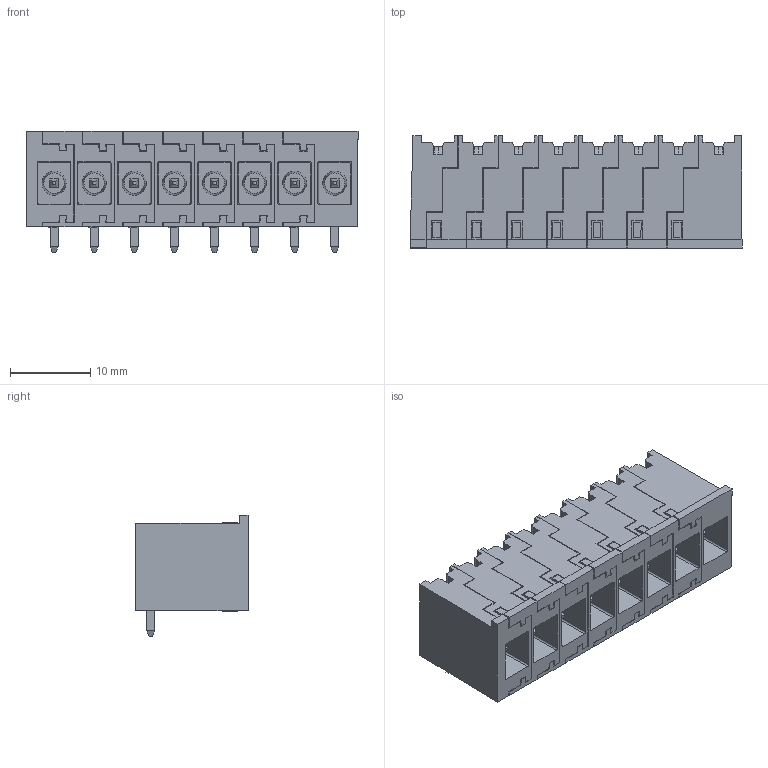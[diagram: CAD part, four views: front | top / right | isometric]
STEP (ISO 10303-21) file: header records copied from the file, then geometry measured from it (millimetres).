
FILE_DESCRIPTION(('CATIA V5R22 STEP214','CAx-IF Rec.Pracs.--- Model Styling and Organization---1.4--- 2014-01-23'),'2;1');
FILE_NAME ('D1463830_1_2741470000_2741470000.stp','2020-08-03T12:31:46+00:00',('none'),('Weidmueller'),'CATIA Version 5-6 Release 2016 SP3 HF44','CATIA V5 STEP AP214','none');
FILE_SCHEMA(('AUTOMOTIVE_DESIGN { 1 0 10303 214 1 1 1 1 }'));
Length unit declared in the file: millimetre
Products named in the file (1): 2741470000
Bounding box: 41.4 x 14.02 x 15.1 mm (x, y, z)
Volume: 4391.6 mm3; surface area: 8481.8 mm2
Topology: 16 solids, 16 shells, 873 faces, 2400 edges, 1574 vertices
Faces by surface type: plane 777, cylinder 48, revolution 32, cone 16
Entity records: 27489 total; most frequent: CARTESIAN_POINT 6311, ORIENTED_EDGE 4800, DIRECTION 3561, EDGE_CURVE 2400, VECTOR 2129, LINE 2129, VERTEX_POINT 1574, EDGE_LOOP 932
